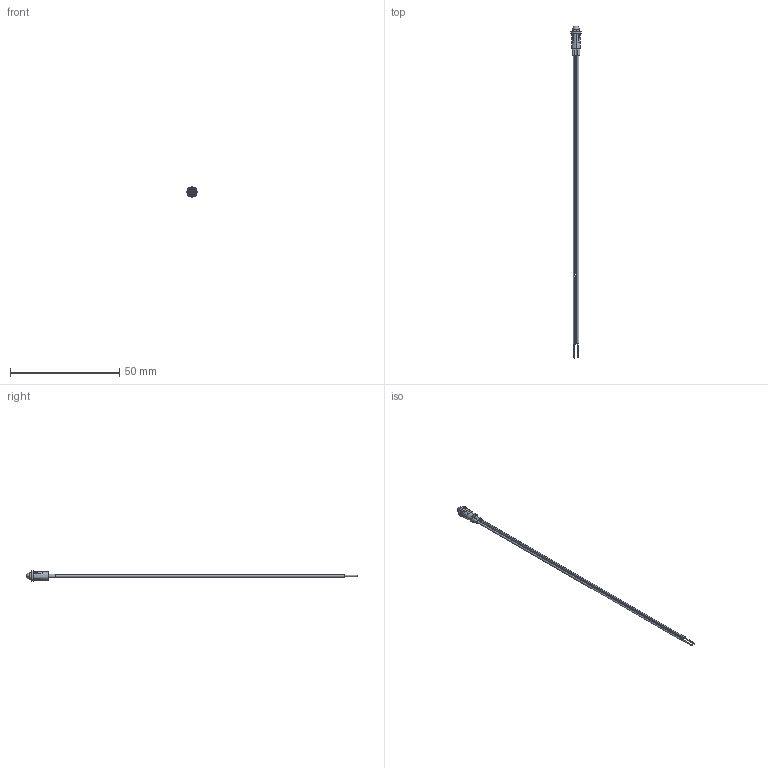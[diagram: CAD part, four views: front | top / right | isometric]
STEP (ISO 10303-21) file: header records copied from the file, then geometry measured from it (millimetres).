
FILE_DESCRIPTION (( 'STEP AP203' ), '1' );
FILE_NAME ('5110 Series.STEP', '2017-10-27T20:56:24', ( '' ), ( '' ), 'SwSTEP 2.0', 'SolidWorks 2016', '' );
FILE_SCHEMA (( 'CONFIG_CONTROL_DESIGN' ));
Length unit declared in the file: inch
Products named in the file (4): E23718BK-A - B7750; T-1 LED_T-1 LED 5110 SERIES; WP3720_06'''' ; 5110 Series
Assembly tree (4 placements, depth 2):
  5110 Series
    E23718BK-A - B7750
    T-1 LED_T-1 LED 5110 SERIES
    WP3720_06''''   x2
Bounding box: 4.83 x 151.65 x 4.83 mm (x, y, z)
Volume: 297.1 mm3; surface area: 1284.6 mm2
Topology: 4 solids, 4 shells, 144 faces, 363 edges, 235 vertices
Faces by surface type: plane 79, cylinder 45, cone 16, torus 2, sphere 2
Entity records: 4622 total; most frequent: CARTESIAN_POINT 844, DIRECTION 729, ORIENTED_EDGE 686, EDGE_CURVE 343, AXIS2_PLACEMENT_3D 277, VERTEX_POINT 223, VECTOR 175, LINE 175
